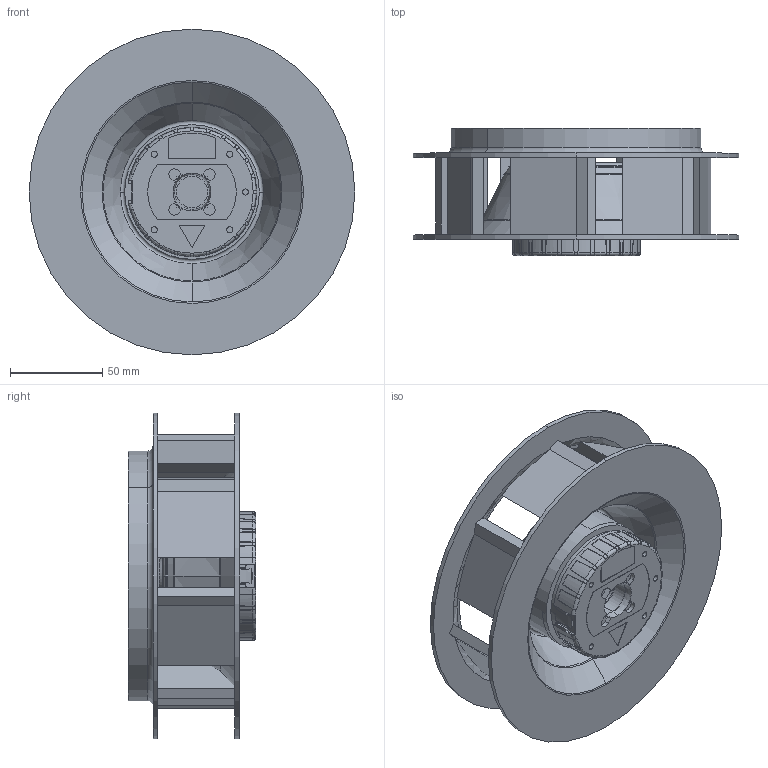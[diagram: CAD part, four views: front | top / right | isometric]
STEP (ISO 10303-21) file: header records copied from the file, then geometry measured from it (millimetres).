
FILE_DESCRIPTION((''),'2;1');
FILE_NAME('ASM0011_ASM','2020-12-09T19:48:37',('HOWARD.TIEN'),(''),'CREO PARAMETRIC BY PTC INC, 2017110','CREO PARAMETRIC BY PTC INC, 2017110','');
FILE_SCHEMA(('CONFIG_CONTROL_DESIGN'));
Length unit declared in the file: millimetre
Products named in the file (3): 4101240300_RIB_MODIFY; 4103173600_MELT_309_1; ASM0011_ASM
Assembly tree (2 placements, depth 2):
  ASM0011_ASM
    4101240300_RIB_MODIFY
    4103173600_MELT_309_1
Bounding box: 176.5 x 69 x 176.5 mm (x, y, z)
Volume: 367044 mm3; surface area: 142271.2 mm2
Topology: 2 solids, 3 shells, 386 faces, 1085 edges, 729 vertices
Faces by surface type: plane 203, cylinder 93, torus 70, cone 18, bspline 2
Entity records: 13753 total; most frequent: CARTESIAN_POINT 3750, ORIENTED_EDGE 2170, DIRECTION 2005, EDGE_CURVE 1085, AXIS2_PLACEMENT_3D 780, VERTEX_POINT 729, VECTOR 445, LINE 445
